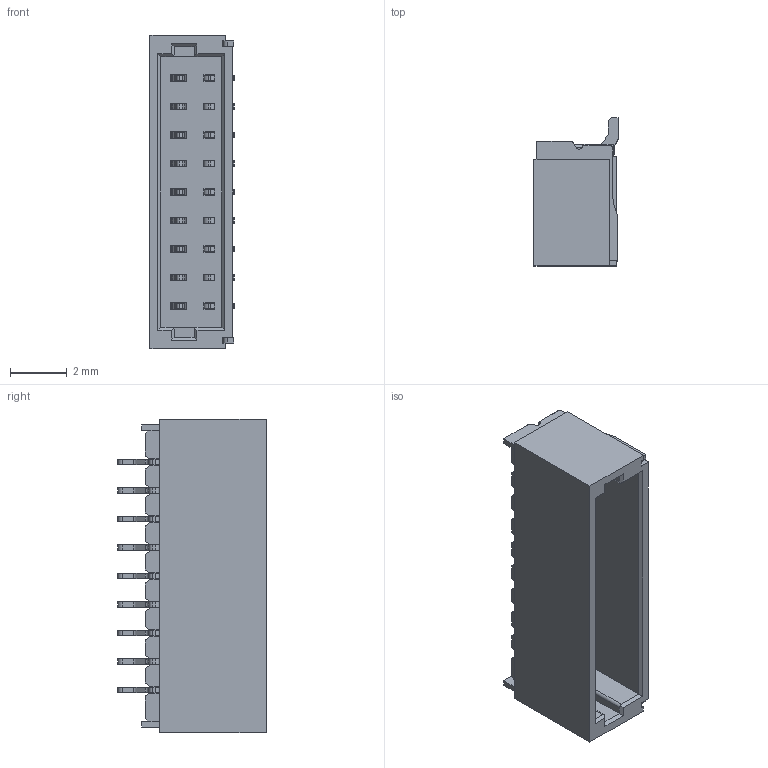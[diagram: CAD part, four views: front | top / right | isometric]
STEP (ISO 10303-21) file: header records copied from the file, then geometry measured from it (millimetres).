
FILE_DESCRIPTION(('CoCreate Modeling STEP Export'),'2;1');
FILE_NAME('1.0-9pin 卧贴3D成品图.stp','2022-08-05T18:53:18',(''),(''),'CoCreate Modeling STEP processor for AP214 (Solid Model)','CoCreate Modeling 16.00 13-May-2008 (C) Parametric Technology GmbH','');
FILE_SCHEMA(('AUTOMOTIVE_DESIGN { 1 0 10303 214 1 1 1 1 }'));
Length unit declared in the file: millimetre
Products named in the file (2): 9pin
Assembly tree (1 placements, depth 2):
  9pin
    9pin
Bounding box: 2.95 x 5.21 x 11 mm (x, y, z)
Volume: 70.9 mm3; surface area: 395.9 mm2
Topology: 1 solids, 1 shells, 797 faces, 2595 edges, 1692 vertices
Faces by surface type: plane 505, cylinder 292
Entity records: 27840 total; most frequent: ORIENTED_EDGE 5190, CARTESIAN_POINT 4890, DIRECTION 4583, EDGE_CURVE 2595, VECTOR 1813, LINE 1813, VERTEX_POINT 1692, AXIS2_PLACEMENT_3D 1385
